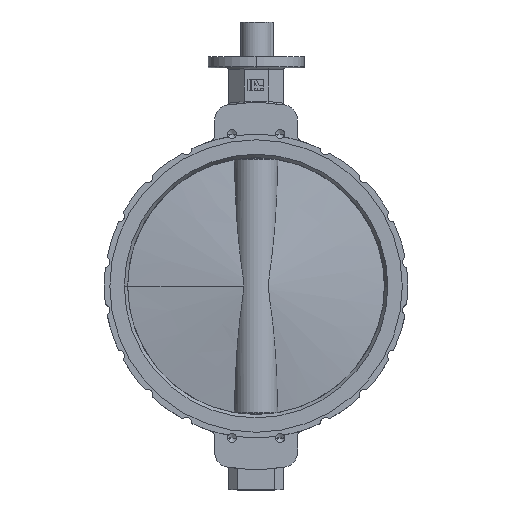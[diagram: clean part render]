
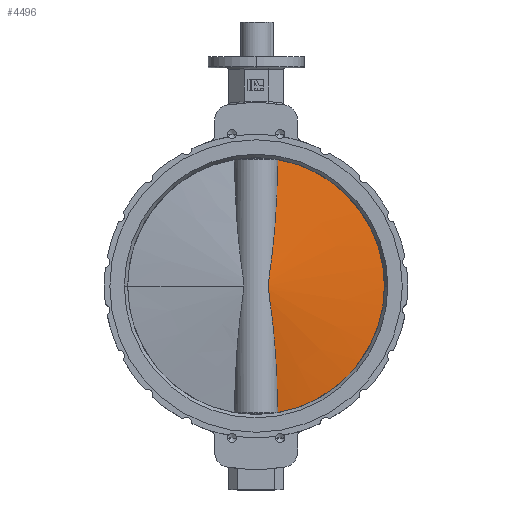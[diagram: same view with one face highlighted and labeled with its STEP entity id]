
A CAD part, top view. The second image highlights one B-rep face of the part: STEP entity #4496.
In plain terms, the highlighted conical face has half-angle 82.296 degrees and reference radius 7392.69 mm.
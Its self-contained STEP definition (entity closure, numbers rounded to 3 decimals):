
#13 = CARTESIAN_POINT ( 'NONE',  ( 5.231, -289.764, -49.726 ) ) ;
#20 = CARTESIAN_POINT ( 'NONE',  ( 6.843, -277.704, -49.556 ) ) ;
#21 = CARTESIAN_POINT ( 'NONE',  ( 5.231, 0., 0. ) ) ;
#22 = DIRECTION ( 'NONE',  ( 1., 0., 0. ) ) ;
#23 = DIRECTION ( 'NONE',  ( 0., 0., -1. ) ) ;
#24 = CARTESIAN_POINT ( 'NONE',  ( 8.454, -265.645, -49.308 ) ) ;
#25 = CARTESIAN_POINT ( 'NONE',  ( 11.674, -241.53, -48.646 ) ) ;
#26 = CARTESIAN_POINT ( 'NONE',  ( 13.283, -229.473, -48.233 ) ) ;
#27 = CARTESIAN_POINT ( 'NONE',  ( 16.497, -205.367, -47.23 ) ) ;
#28 = CARTESIAN_POINT ( 'NONE',  ( 18.101, -193.321, -46.641 ) ) ;
#29 = CARTESIAN_POINT ( 'NONE',  ( 21.304, -169.247, -45.268 ) ) ;
#30 = CARTESIAN_POINT ( 'NONE',  ( 22.901, -157.217, -44.484 ) ) ;
#31 = CARTESIAN_POINT ( 'NONE',  ( 26.086, -133.177, -42.695 ) ) ;
#32 = CARTESIAN_POINT ( 'NONE',  ( 27.672, -121.165, -41.69 ) ) ;
#33 = CARTESIAN_POINT ( 'NONE',  ( 30.823, -97.163, -39.417 ) ) ;
#34 = CARTESIAN_POINT ( 'NONE',  ( 32.388, -85.172, -38.149 ) ) ;
#35 = CARTESIAN_POINT ( 'NONE',  ( 34.69, -67.2, -36.023 ) ) ;
#36 = CARTESIAN_POINT ( 'NONE',  ( 35.449, -61.211, -35.277 ) ) ;
#37 = CARTESIAN_POINT ( 'NONE',  ( 36.935, -49.235, -33.719 ) ) ;
#38 = CARTESIAN_POINT ( 'NONE',  ( 37.663, -43.249, -32.904 ) ) ;
#39 = CARTESIAN_POINT ( 'NONE',  ( 38.692, -34.261, -31.673 ) ) ;
#40 = CARTESIAN_POINT ( 'NONE',  ( 39.025, -31.264, -31.262 ) ) ;
#41 = CARTESIAN_POINT ( 'NONE',  ( 39.653, -25.264, -30.461 ) ) ;
#42 = CARTESIAN_POINT ( 'NONE',  ( 39.949, -22.263, -30.072 ) ) ;
#43 = CARTESIAN_POINT ( 'NONE',  ( 40.471, -16.256, -29.365 ) ) ;
#44 = CARTESIAN_POINT ( 'NONE',  ( 40.697, -13.249, -29.048 ) ) ;
#45 = CARTESIAN_POINT ( 'NONE',  ( 41.03, -7.226, -28.576 ) ) ;
#46 = CARTESIAN_POINT ( 'NONE',  ( 41.135, -4.208, -28.424 ) ) ;
#47 = CARTESIAN_POINT ( 'NONE',  ( 41.167, 0.33, -28.378 ) ) ;
#48 = CARTESIAN_POINT ( 'NONE',  ( 41.157, 1.845, -28.392 ) ) ;
#49 = CARTESIAN_POINT ( 'NONE',  ( 41.097, 4.878, -28.479 ) ) ;
#50 = CARTESIAN_POINT ( 'NONE',  ( 41.047, 6.396, -28.551 ) ) ;
#51 = CARTESIAN_POINT ( 'NONE',  ( 40.912, 9.436, -28.744 ) ) ;
#52 = CARTESIAN_POINT ( 'NONE',  ( 40.828, 10.958, -28.864 ) ) ;
#53 = CARTESIAN_POINT ( 'NONE',  ( 40.63, 14.004, -29.141 ) ) ;
#54 = CARTESIAN_POINT ( 'NONE',  ( 40.518, 15.527, -29.298 ) ) ;
#55 = CARTESIAN_POINT ( 'NONE',  ( 40.15, 20.086, -29.802 ) ) ;
#56 = CARTESIAN_POINT ( 'NONE',  ( 39.865, 23.115, -30.184 ) ) ;
#57 = CARTESIAN_POINT ( 'NONE',  ( 39.251, 29.166, -30.977 ) ) ;
#58 = CARTESIAN_POINT ( 'NONE',  ( 38.923, 32.187, -31.389 ) ) ;
#59 = CARTESIAN_POINT ( 'NONE',  ( 38.242, 38.226, -32.216 ) ) ;
#60 = CARTESIAN_POINT ( 'NONE',  ( 37.889, 41.244, -32.63 ) ) ;
#61 = CARTESIAN_POINT ( 'NONE',  ( 37.169, 47.279, -33.448 ) ) ;
#62 = CARTESIAN_POINT ( 'NONE',  ( 36.801, 50.296, -33.852 ) ) ;
#63 = CARTESIAN_POINT ( 'NONE',  ( 35.684, 59.348, -35.041 ) ) ;
#64 = CARTESIAN_POINT ( 'NONE',  ( 34.921, 65.383, -35.8 ) ) ;
#65 = CARTESIAN_POINT ( 'NONE',  ( 32.606, 83.498, -37.965 ) ) ;
#66 = CARTESIAN_POINT ( 'NONE',  ( 31.029, 95.585, -39.256 ) ) ;
#67 = CARTESIAN_POINT ( 'NONE',  ( 27.854, 119.784, -41.569 ) ) ;
#68 = CARTESIAN_POINT ( 'NONE',  ( 26.255, 131.896, -42.592 ) ) ;
#69 = CARTESIAN_POINT ( 'NONE',  ( 23.044, 156.14, -44.411 ) ) ;
#70 = CARTESIAN_POINT ( 'NONE',  ( 21.433, 168.272, -45.208 ) ) ;
#71 = CARTESIAN_POINT ( 'NONE',  ( 18.203, 192.556, -46.602 ) ) ;
#72 = CARTESIAN_POINT ( 'NONE',  ( 16.585, 204.703, -47.2 ) ) ;
#73 = CARTESIAN_POINT ( 'NONE',  ( 11.726, 241.146, -48.724 ) ) ;
#74 = CARTESIAN_POINT ( 'NONE',  ( 8.48, 265.451, -49.384 ) ) ;
#75 = CARTESIAN_POINT ( 'NONE',  ( 5.231, 289.764, -49.726 ) ) ;
#964 = VERTEX_POINT ( 'NONE', #1637 ) ;
#1060 = VERTEX_POINT ( 'NONE', #5690 ) ;
#1637 = CARTESIAN_POINT ( 'NONE',  ( 5.231, 289.764, -49.726 ) ) ;
#1755 = EDGE_CURVE ( 'NONE', #3086, #964, #3259, .T. ) ;
#1756 = EDGE_CURVE ( 'NONE', #1060, #964, #6537, .T. ) ;
#1793 = EDGE_CURVE ( 'NONE', #1060, #3086, #3292, .T. ) ;
#2527 = ORIENTED_EDGE ( 'NONE', *, *, #1755, .T. ) ;
#2528 = ORIENTED_EDGE ( 'NONE', *, *, #1793, .T. ) ;
#2529 = ORIENTED_EDGE ( 'NONE', *, *, #1756, .F. ) ;
#3086 = VERTEX_POINT ( 'NONE', #3932 ) ;
#3259 = CIRCLE ( 'NONE', #3720, 294. ) ;
#3292 = CIRCLE ( 'NONE', #3742, 294. ) ;
#3553 = FACE_OUTER_BOUND ( 'NONE', #6439, .T. ) ;
#3558 = CONICAL_SURFACE ( 'NONE', #3865, 7392.693, 1.436 ) ;
#3720 = AXIS2_PLACEMENT_3D ( 'NONE', #21, #22, #23 ) ;
#3742 = AXIS2_PLACEMENT_3D ( 'NONE', #4866, #4867, #4868 ) ;
#3865 = AXIS2_PLACEMENT_3D ( 'NONE', #5456, #5457, #5455 ) ;
#3932 = CARTESIAN_POINT ( 'NONE',  ( 5.231, 0., -294. ) ) ;
#4496 = ADVANCED_FACE ( 'NONE', ( #3553 ), #3558, .T. ) ;
#4866 = CARTESIAN_POINT ( 'NONE',  ( 5.231, 0., 0. ) ) ;
#4867 = DIRECTION ( 'NONE',  ( 1., 0., 0. ) ) ;
#4868 = DIRECTION ( 'NONE',  ( 0., 0., -1. ) ) ;
#5455 = DIRECTION ( 'NONE',  ( 0., 0., 1. ) ) ;
#5456 = CARTESIAN_POINT ( 'NONE',  ( -955., 0., 0. ) ) ;
#5457 = DIRECTION ( 'NONE',  ( -1., 0., 0. ) ) ;
#5690 = CARTESIAN_POINT ( 'NONE',  ( 5.231, -289.764, -49.726 ) ) ;
#6439 = EDGE_LOOP ( 'NONE', ( #2529, #2528, #2527 ) ) ;
#6537 = B_SPLINE_CURVE_WITH_KNOTS ( 'NONE', 3,
 ( #13, #20, #24, #25, #26, #27, #28, #29, #30, #31, #32, #33, #34, #35, #36, #37, #38, #39, #40, #41, #42, #43, #44, #45, #46, #47, #48, #49, #50, #51, #52, #53, #54, #55, #56, #57, #58, #59, #60, #61, #62, #63, #64, #65, #66, #67, #68, #69, #70, #71, #72, #73, #74, #75 ),
 .UNSPECIFIED., .F., .F.,
 ( 4, 2, 2, 2, 2, 2, 2, 2, 2, 2, 2, 2, 2, 2, 2, 2, 2, 2, 2, 2, 2, 2, 2, 2, 2, 2, 4 ),
 ( -0.262, -0.226, -0.19, -0.153, -0.117, -0.081, -0.044, -0.026, -0.008, 0.001, 0.01, 0.019, 0.028, 0.033, 0.037, 0.042, 0.046, 0.055, 0.064, 0.073, 0.083, 0.101, 0.137, 0.173, 0.209, 0.246, 0.318 ),
 .UNSPECIFIED. ) ;
